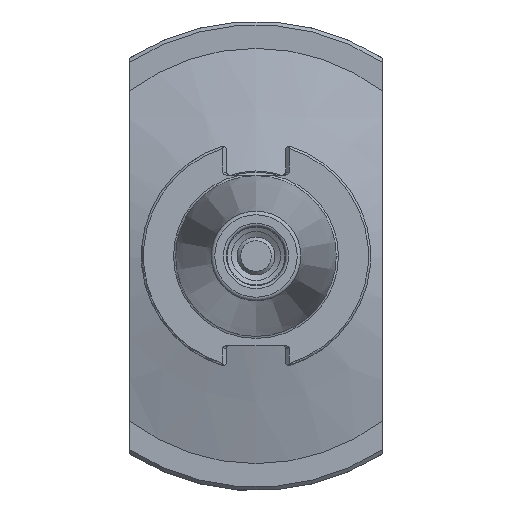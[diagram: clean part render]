
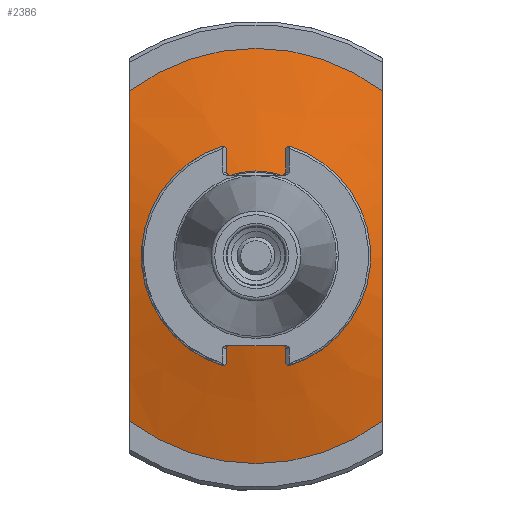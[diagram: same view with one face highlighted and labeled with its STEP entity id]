
A CAD part, left-side view. The second image highlights one B-rep face of the part: STEP entity #2386.
In plain terms, the highlighted conical face has half-angle 75 degrees and reference radius 57.5 mm.
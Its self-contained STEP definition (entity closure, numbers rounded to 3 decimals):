
#187 = ORIENTED_EDGE ( 'NONE', *, *, #16431, .T. ) ;
#585 = CARTESIAN_POINT ( 'NONE',  ( 44.1, -35., 45.621 ) ) ;
#796 = CARTESIAN_POINT ( 'NONE',  ( 39.362, 35., -19.245 ) ) ;
#865 = CARTESIAN_POINT ( 'NONE',  ( 43.302, -35., -41.865 ) ) ;
#879 = CARTESIAN_POINT ( 'NONE',  ( 40.475, 35., -26.805 ) ) ;
#1030 = CARTESIAN_POINT ( 'NONE',  ( 42.534, 35., 38.088 ) ) ;
#1096 = CARTESIAN_POINT ( 'NONE',  ( 41.125, -35., -30.576 ) ) ;
#1309 = CIRCLE ( 'NONE', #6267, 57.5 ) ;
#2301 = FACE_BOUND ( 'NONE', #17187, .T. ) ;
#2386 = ADVANCED_FACE ( 'NONE', ( #2301, #6609 ), #23208, .T. ) ;
#2435 = ORIENTED_EDGE ( 'NONE', *, *, #19204, .F. ) ;
#2543 = CARTESIAN_POINT ( 'NONE',  ( 44.1, -35., 45.621 ) ) ;
#2558 = CARTESIAN_POINT ( 'NONE',  ( 40.461, 35., 26.722 ) ) ;
#2801 = CARTESIAN_POINT ( 'NONE',  ( 38.066, 35., 3.643 ) ) ;
#4003 = B_SPLINE_CURVE_WITH_KNOTS ( 'NONE', 3,
 ( #2543, #8058, #8291, #13803, #10384, #23045, #8221, #19300, #22961, #21137, #19449, #15681, #23196, #10145, #19530, #11971, #6630, #12055, #1096, #21370, #865, #21292 ),
 .UNSPECIFIED., .F., .F.,
 ( 4, 2, 2, 2, 2, 2, 2, 2, 2, 2, 4 ),
 ( 0.177, 0.189, 0.2, 0.206, 0.209, 0.212, 0.224, 0.235, 0.247, 0.258, 0.27 ),
 .UNSPECIFIED. ) ;
#4641 = CARTESIAN_POINT ( 'NONE',  ( 44.1, 35., -45.621 ) ) ;
#4724 = CARTESIAN_POINT ( 'NONE',  ( 38.723, 35., 13.3 ) ) ;
#4817 = EDGE_CURVE ( 'NONE', #8737, #12302, #20736, .T. ) ;
#5118 = AXIS2_PLACEMENT_3D ( 'NONE', #16279, #19971, #16026 ) ;
#6046 = CARTESIAN_POINT ( 'NONE',  ( 35., 0., 0. ) ) ;
#6253 = CARTESIAN_POINT ( 'NONE',  ( 38.899, 35., -15.456 ) ) ;
#6267 = AXIS2_PLACEMENT_3D ( 'NONE', #17507, #13589, #21236 ) ;
#6331 = CARTESIAN_POINT ( 'NONE',  ( 42.538, 35., -38.106 ) ) ;
#6556 = CARTESIAN_POINT ( 'NONE',  ( 38.233, 35., 7.496 ) ) ;
#6609 = FACE_OUTER_BOUND ( 'NONE', #18312, .T. ) ;
#6630 = CARTESIAN_POINT ( 'NONE',  ( 39.362, -35., -19.245 ) ) ;
#7025 = CARTESIAN_POINT ( 'NONE',  ( 44.1, 0., 0. ) ) ;
#7816 = B_SPLINE_CURVE_WITH_KNOTS ( 'NONE', 3,
 ( #18776, #11987, #1030, #17331, #2558, #15618, #8233, #15694, #15535, #4724, #19087, #6556, #2801, #13573, #8073, #6253, #796, #879, #8306, #6331, #21149, #4641 ),
 .UNSPECIFIED., .F., .F.,
 ( 4, 2, 2, 2, 2, 2, 2, 2, 2, 2, 4 ),
 ( 0.177, 0.189, 0.2, 0.206, 0.209, 0.212, 0.224, 0.235, 0.247, 0.258, 0.27 ),
 .UNSPECIFIED. ) ;
#8058 = CARTESIAN_POINT ( 'NONE',  ( 43.3, -35., 41.858 ) ) ;
#8073 = CARTESIAN_POINT ( 'NONE',  ( 38.255, 35., -7.848 ) ) ;
#8221 = CARTESIAN_POINT ( 'NONE',  ( 39.364, -35., 19.077 ) ) ;
#8233 = CARTESIAN_POINT ( 'NONE',  ( 39.364, 35., 19.077 ) ) ;
#8291 = CARTESIAN_POINT ( 'NONE',  ( 42.534, -35., 38.088 ) ) ;
#8306 = CARTESIAN_POINT ( 'NONE',  ( 41.125, 35., -30.576 ) ) ;
#8737 = VERTEX_POINT ( 'NONE', #17465 ) ;
#8965 = ORIENTED_EDGE ( 'NONE', *, *, #4817, .F. ) ;
#9702 = DIRECTION ( 'NONE',  ( 0., 0., -1. ) ) ;
#10145 = CARTESIAN_POINT ( 'NONE',  ( 38.077, -35., -4.029 ) ) ;
#10384 = CARTESIAN_POINT ( 'NONE',  ( 40.461, -35., 26.722 ) ) ;
#11092 = CARTESIAN_POINT ( 'NONE',  ( 35., 0., -23.538 ) ) ;
#11971 = CARTESIAN_POINT ( 'NONE',  ( 38.899, -35., -15.456 ) ) ;
#11987 = CARTESIAN_POINT ( 'NONE',  ( 43.3, 35., 41.858 ) ) ;
#12055 = CARTESIAN_POINT ( 'NONE',  ( 40.475, -35., -26.805 ) ) ;
#12170 = VERTEX_POINT ( 'NONE', #585 ) ;
#12302 = VERTEX_POINT ( 'NONE', #15634 ) ;
#12613 = DIRECTION ( 'NONE',  ( 1., 0., 0. ) ) ;
#13573 = CARTESIAN_POINT ( 'NONE',  ( 38.077, 35., -4.029 ) ) ;
#13589 = DIRECTION ( 'NONE',  ( 1., 0., 0. ) ) ;
#13803 = CARTESIAN_POINT ( 'NONE',  ( 41.115, -35., 30.52 ) ) ;
#15516 = ORIENTED_EDGE ( 'NONE', *, *, #20445, .T. ) ;
#15535 = CARTESIAN_POINT ( 'NONE',  ( 38.918, 35., 15.23 ) ) ;
#15618 = CARTESIAN_POINT ( 'NONE',  ( 39.62, 35., 20.993 ) ) ;
#15634 = CARTESIAN_POINT ( 'NONE',  ( 44.1, 35., -45.621 ) ) ;
#15681 = CARTESIAN_POINT ( 'NONE',  ( 38.233, -35., 7.496 ) ) ;
#15694 = CARTESIAN_POINT ( 'NONE',  ( 39.024, 35., 16.193 ) ) ;
#15786 = CARTESIAN_POINT ( 'NONE',  ( 44.1, 35., 45.621 ) ) ;
#16026 = DIRECTION ( 'NONE',  ( 0., 0., -1. ) ) ;
#16279 = CARTESIAN_POINT ( 'NONE',  ( 44.1, 0., 0. ) ) ;
#16431 = EDGE_CURVE ( 'NONE', #19439, #12302, #7816, .T. ) ;
#16475 = ORIENTED_EDGE ( 'NONE', *, *, #19842, .F. ) ;
#16590 = CIRCLE ( 'NONE', #22351, 23.538 ) ;
#16769 = AXIS2_PLACEMENT_3D ( 'NONE', #7025, #12613, #19839 ) ;
#17187 = EDGE_LOOP ( 'NONE', ( #15516 ) ) ;
#17331 = CARTESIAN_POINT ( 'NONE',  ( 41.115, 35., 30.52 ) ) ;
#17465 = CARTESIAN_POINT ( 'NONE',  ( 44.1, -35., -45.621 ) ) ;
#17507 = CARTESIAN_POINT ( 'NONE',  ( 44.1, 0., 0. ) ) ;
#18312 = EDGE_LOOP ( 'NONE', ( #2435, #187, #8965, #16475 ) ) ;
#18776 = CARTESIAN_POINT ( 'NONE',  ( 44.1, 35., 45.621 ) ) ;
#19087 = CARTESIAN_POINT ( 'NONE',  ( 38.633, 35., 12.332 ) ) ;
#19204 = EDGE_CURVE ( 'NONE', #19439, #12170, #1309, .T. ) ;
#19300 = CARTESIAN_POINT ( 'NONE',  ( 39.024, -35., 16.193 ) ) ;
#19439 = VERTEX_POINT ( 'NONE', #15786 ) ;
#19449 = CARTESIAN_POINT ( 'NONE',  ( 38.633, -35., 12.332 ) ) ;
#19530 = CARTESIAN_POINT ( 'NONE',  ( 38.255, -35., -7.848 ) ) ;
#19839 = DIRECTION ( 'NONE',  ( 0., 0., -1. ) ) ;
#19842 = EDGE_CURVE ( 'NONE', #12170, #8737, #4003, .T. ) ;
#19971 = DIRECTION ( 'NONE',  ( 1., 0., 0. ) ) ;
#20445 = EDGE_CURVE ( 'NONE', #22399, #22399, #16590, .T. ) ;
#20621 = DIRECTION ( 'NONE',  ( 1., 0., 0. ) ) ;
#20736 = CIRCLE ( 'NONE', #16769, 57.5 ) ;
#21137 = CARTESIAN_POINT ( 'NONE',  ( 38.723, -35., 13.3 ) ) ;
#21149 = CARTESIAN_POINT ( 'NONE',  ( 43.302, 35., -41.865 ) ) ;
#21236 = DIRECTION ( 'NONE',  ( 0., 0., -1. ) ) ;
#21292 = CARTESIAN_POINT ( 'NONE',  ( 44.1, -35., -45.621 ) ) ;
#21370 = CARTESIAN_POINT ( 'NONE',  ( 42.538, -35., -38.106 ) ) ;
#22351 = AXIS2_PLACEMENT_3D ( 'NONE', #6046, #20621, #9702 ) ;
#22399 = VERTEX_POINT ( 'NONE', #11092 ) ;
#22961 = CARTESIAN_POINT ( 'NONE',  ( 38.918, -35., 15.23 ) ) ;
#23045 = CARTESIAN_POINT ( 'NONE',  ( 39.62, -35., 20.993 ) ) ;
#23196 = CARTESIAN_POINT ( 'NONE',  ( 38.066, -35., 3.643 ) ) ;
#23208 = CONICAL_SURFACE ( 'NONE', #5118, 57.5, 1.309 ) ;
